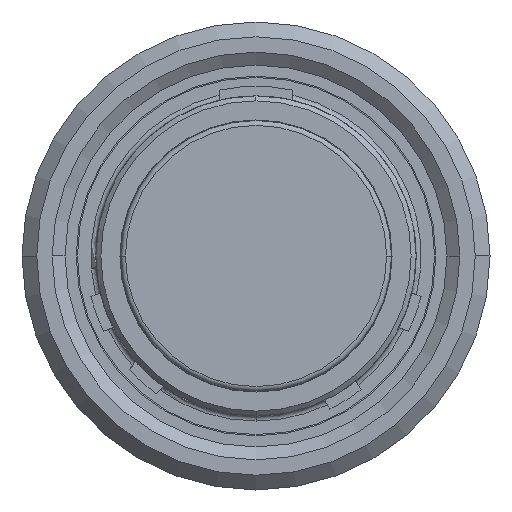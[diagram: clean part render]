
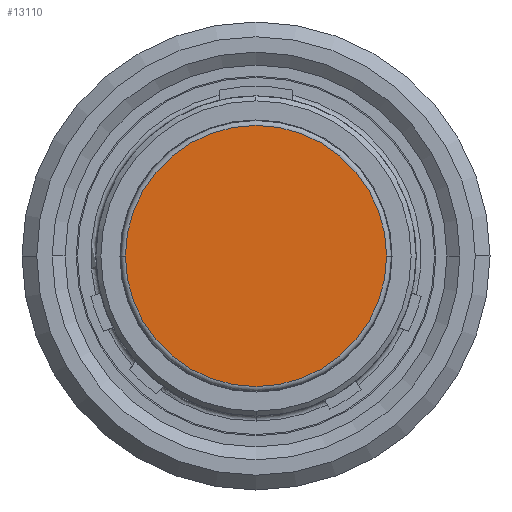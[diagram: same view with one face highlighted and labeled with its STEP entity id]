
A CAD part, front view. The second image highlights one B-rep face of the part: STEP entity #13110.
In plain terms, the highlighted planar face has unit normal (0, -1, 0).
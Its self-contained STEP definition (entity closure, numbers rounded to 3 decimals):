
#12910=CARTESIAN_POINT('',(0.,7.8,-4.815));
#12920=DIRECTION('',(0.,-1.,0.));
#12930=DIRECTION('',(1.,0.,0.));
#12940=AXIS2_PLACEMENT_3D('',#12910,#12920,#12930);
#12950=PLANE('',#12940);
#12960=CARTESIAN_POINT('',(0.,7.8,0.));
#12970=DIRECTION('',(0.,-1.,0.));
#12980=DIRECTION('',(1.,0.,0.));
#12990=AXIS2_PLACEMENT_3D('',#12960,#12970,#12980);
#13000=CIRCLE('',#12990,5.3);
#13010=CARTESIAN_POINT('',(5.3,7.8,0.));
#13020=VERTEX_POINT('',#13010);
#13030=CARTESIAN_POINT('',(-5.3,7.8,0.));
#13040=VERTEX_POINT('',#13030);
#13050=EDGE_CURVE('',#13020,#13040,#13000,.T.);
#13060=ORIENTED_EDGE('',*,*,#13050,.T.);
#13070=EDGE_CURVE('',#13040,#13020,#13000,.T.);
#13080=ORIENTED_EDGE('',*,*,#13070,.T.);
#13090=EDGE_LOOP('',(#13080,#13060));
#13100=FACE_OUTER_BOUND('',#13090,.T.);
#13110=ADVANCED_FACE('',(#13100),#12950,.T.);
